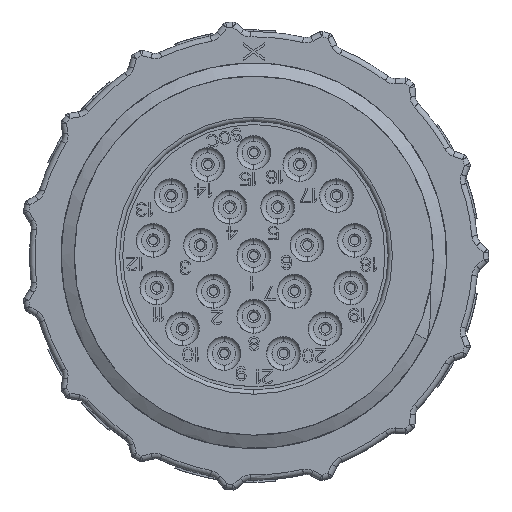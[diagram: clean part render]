
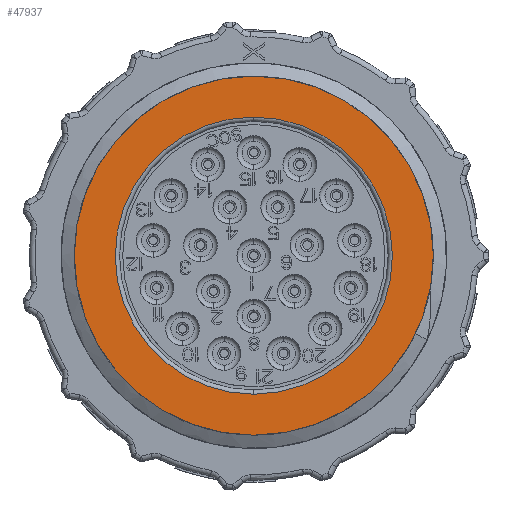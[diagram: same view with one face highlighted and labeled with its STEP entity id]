
A CAD part, top view. The second image highlights one B-rep face of the part: STEP entity #47937.
In plain terms, the highlighted planar face has unit normal (0, 0, 1).
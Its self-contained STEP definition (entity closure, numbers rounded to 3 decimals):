
#1017=CARTESIAN_POINT('',(0.,0.,24.5));
#1018=DIRECTION('',(0.,0.,-1.));
#1019=DIRECTION('',(0.,1.,0.));
#1020=AXIS2_PLACEMENT_3D('',#1017,#1018,#1019);
#1022=CARTESIAN_POINT('',(0.,0.,24.5));
#1023=DIRECTION('',(0.,0.,-1.));
#1024=DIRECTION('',(0.,-1.,0.));
#1025=AXIS2_PLACEMENT_3D('',#1022,#1023,#1024);
#1027=CARTESIAN_POINT('',(0.,0.,24.5));
#1028=DIRECTION('',(0.,0.,1.));
#1029=DIRECTION('',(-0.006,1.,0.));
#1030=AXIS2_PLACEMENT_3D('',#1027,#1028,#1029);
#1032=CARTESIAN_POINT('',(0.,0.,24.5));
#1033=DIRECTION('',(0.,0.,1.));
#1034=DIRECTION('',(0.006,-1.,0.));
#1035=AXIS2_PLACEMENT_3D('',#1032,#1033,#1034);
#1037=CARTESIAN_POINT('',(0.,0.,24.5));
#1038=DIRECTION('',(0.,0.,-1.));
#1039=DIRECTION('',(-0.006,1.,0.));
#1040=AXIS2_PLACEMENT_3D('',#1037,#1038,#1039);
#1057=CARTESIAN_POINT('',(0.,0.,24.5));
#1058=DIRECTION('',(0.,0.,-1.));
#1059=DIRECTION('',(0.006,-1.,0.));
#1060=AXIS2_PLACEMENT_3D('',#1057,#1058,#1059);
#36137=CARTESIAN_POINT('',(0.,16.975,24.5));
#36138=VERTEX_POINT('',#36137);
#36139=CARTESIAN_POINT('',(0.,-16.975,24.5));
#36140=VERTEX_POINT('',#36139);
#36167=CARTESIAN_POINT('',(-0.076,13.1,24.5));
#36168=CARTESIAN_POINT('',(0.,-13.1,24.5));
#36169=VERTEX_POINT('',#36167);
#36170=VERTEX_POINT('',#36168);
#36171=CARTESIAN_POINT('',(0.,13.1,24.5));
#36172=VERTEX_POINT('',#36171);
#36173=CARTESIAN_POINT('',(0.076,-13.1,24.5));
#36174=VERTEX_POINT('',#36173);
#47918=CARTESIAN_POINT('',(0.,0.,24.5));
#47919=DIRECTION('',(0.,0.,-1.));
#47920=DIRECTION('',(0.,-1.,0.));
#47921=AXIS2_PLACEMENT_3D('',#47918,#47919,#47920);
#47922=PLANE('',#47921);
#47923=ORIENTED_EDGE('',*,*,#47470,.T.);
#47924=ORIENTED_EDGE('',*,*,#47912,.T.);
#47925=EDGE_LOOP('',(#47923,#47924));
#47926=FACE_OUTER_BOUND('',#47925,.F.);
#47928=ORIENTED_EDGE('',*,*,#47927,.F.);
#47930=ORIENTED_EDGE('',*,*,#47929,.T.);
#47932=ORIENTED_EDGE('',*,*,#47931,.F.);
#47934=ORIENTED_EDGE('',*,*,#47933,.T.);
#47935=EDGE_LOOP('',(#47928,#47930,#47932,#47934));
#47936=FACE_BOUND('',#47935,.F.);
#47937=ADVANCED_FACE('',(#47926,#47936),#47922,.F.);
#1021=CIRCLE('',#1020,16.975);
#1026=CIRCLE('',#1025,16.975);
#1031=CIRCLE('',#1030,13.1);
#1036=CIRCLE('',#1035,13.1);
#1041=CIRCLE('',#1040,13.1);
#1061=CIRCLE('',#1060,13.1);
#47470=EDGE_CURVE('',#36138,#36140,#1021,.T.);
#47912=EDGE_CURVE('',#36140,#36138,#1026,.T.);
#47927=EDGE_CURVE('',#36169,#36172,#1041,.T.);
#47929=EDGE_CURVE('',#36169,#36170,#1031,.T.);
#47931=EDGE_CURVE('',#36174,#36170,#1061,.T.);
#47933=EDGE_CURVE('',#36174,#36172,#1036,.T.);
